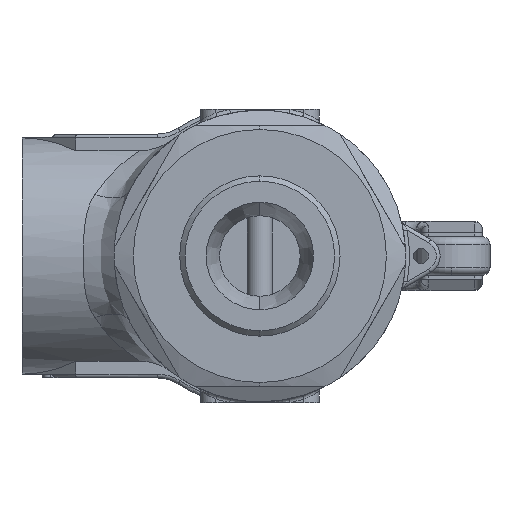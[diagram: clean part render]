
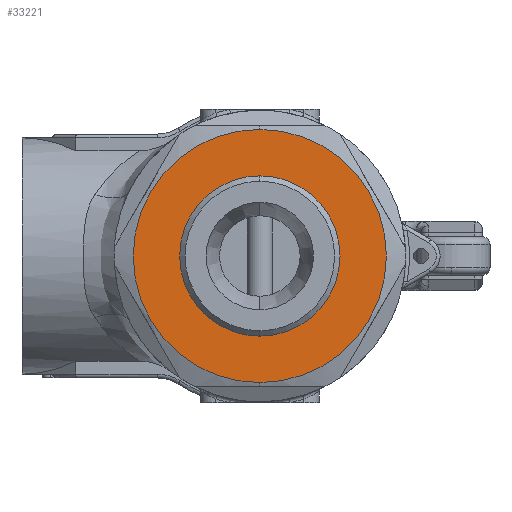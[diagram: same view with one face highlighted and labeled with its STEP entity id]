
A CAD part, front view. The second image highlights one B-rep face of the part: STEP entity #33221.
In plain terms, the highlighted planar face has unit normal (0, -1, 0).
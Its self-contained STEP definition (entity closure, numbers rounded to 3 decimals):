
#2287 = ORIENTED_EDGE ( 'NONE', *, *, #48397, .F. ) ;
#3546 = ORIENTED_EDGE ( 'NONE', *, *, #27186, .T. ) ;
#6041 = VERTEX_POINT ( 'NONE', #27871 ) ;
#9408 = CARTESIAN_POINT ( 'NONE',  ( 0., 14., 16.5 ) ) ;
#9664 = ORIENTED_EDGE ( 'NONE', *, *, #41745, .F. ) ;
#10690 = DIRECTION ( 'NONE',  ( 0., 1., 0. ) ) ;
#12543 = CARTESIAN_POINT ( 'NONE',  ( 0., 14., 10.4 ) ) ;
#12920 = AXIS2_PLACEMENT_3D ( 'NONE', #39814, #14388, #44022 ) ;
#14388 = DIRECTION ( 'NONE',  ( 0., 1., 0. ) ) ;
#14440 = FACE_BOUND ( 'NONE', #47408, .T. ) ;
#16772 = DIRECTION ( 'NONE',  ( 0., 0., -1. ) ) ;
#18403 = FACE_OUTER_BOUND ( 'NONE', #33871, .T. ) ;
#19307 = DIRECTION ( 'NONE',  ( 0., 1., 0. ) ) ;
#19398 = AXIS2_PLACEMENT_3D ( 'NONE', #45548, #20079, #49811 ) ;
#20079 = DIRECTION ( 'NONE',  ( 0., 1., 0. ) ) ;
#20785 = EDGE_CURVE ( 'NONE', #6041, #36300, #44657, .T. ) ;
#24219 = AXIS2_PLACEMENT_3D ( 'NONE', #44736, #19307, #49030 ) ;
#25137 = PLANE ( 'NONE',  #35614 ) ;
#26419 = VERTEX_POINT ( 'NONE', #28614 ) ;
#27186 = EDGE_CURVE ( 'NONE', #36300, #6041, #40339, .T. ) ;
#27871 = CARTESIAN_POINT ( 'NONE',  ( 0., 14., 10.4 ) ) ;
#28614 = CARTESIAN_POINT ( 'NONE',  ( 0., 14., -16.5 ) ) ;
#33221 = ADVANCED_FACE ( 'NONE', ( #14440, #18403 ), #25137, .T. ) ;
#33871 = EDGE_LOOP ( 'NONE', ( #9664, #2287 ) ) ;
#35614 = AXIS2_PLACEMENT_3D ( 'NONE', #12543, #42188, #16772 ) ;
#36082 = CARTESIAN_POINT ( 'NONE',  ( 0., 14., 0. ) ) ;
#36300 = VERTEX_POINT ( 'NONE', #48453 ) ;
#37948 = ORIENTED_EDGE ( 'NONE', *, *, #20785, .T. ) ;
#39435 = CIRCLE ( 'NONE', #12920, 16.5 ) ;
#39814 = CARTESIAN_POINT ( 'NONE',  ( 0., 14., 0. ) ) ;
#40339 = CIRCLE ( 'NONE', #24219, 10.4 ) ;
#40395 = DIRECTION ( 'NONE',  ( 0., 0., 1. ) ) ;
#41745 = EDGE_CURVE ( 'NONE', #48736, #26419, #50736, .T. ) ;
#42188 = DIRECTION ( 'NONE',  ( 0., -1., 0. ) ) ;
#44022 = DIRECTION ( 'NONE',  ( 0., 0., 1. ) ) ;
#44657 = CIRCLE ( 'NONE', #47434, 10.4 ) ;
#44736 = CARTESIAN_POINT ( 'NONE',  ( 0., 14., 0. ) ) ;
#45548 = CARTESIAN_POINT ( 'NONE',  ( 0., 14., 0. ) ) ;
#47408 = EDGE_LOOP ( 'NONE', ( #37948, #3546 ) ) ;
#47434 = AXIS2_PLACEMENT_3D ( 'NONE', #36082, #10690, #40395 ) ;
#48397 = EDGE_CURVE ( 'NONE', #26419, #48736, #39435, .T. ) ;
#48453 = CARTESIAN_POINT ( 'NONE',  ( 0., 14., -10.4 ) ) ;
#48736 = VERTEX_POINT ( 'NONE', #9408 ) ;
#49030 = DIRECTION ( 'NONE',  ( 0., 0., 1. ) ) ;
#49811 = DIRECTION ( 'NONE',  ( 0., 0., 1. ) ) ;
#50736 = CIRCLE ( 'NONE', #19398, 16.5 ) ;
